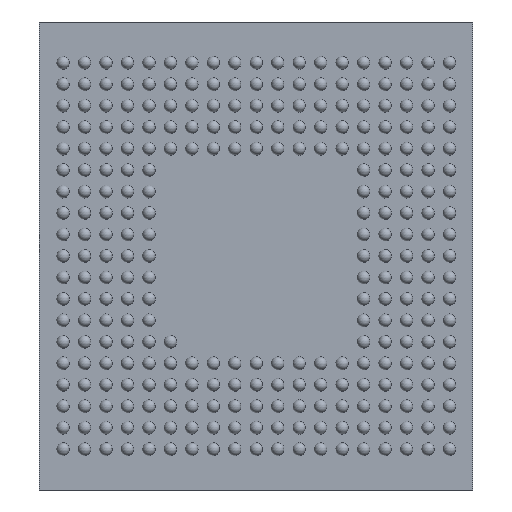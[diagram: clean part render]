
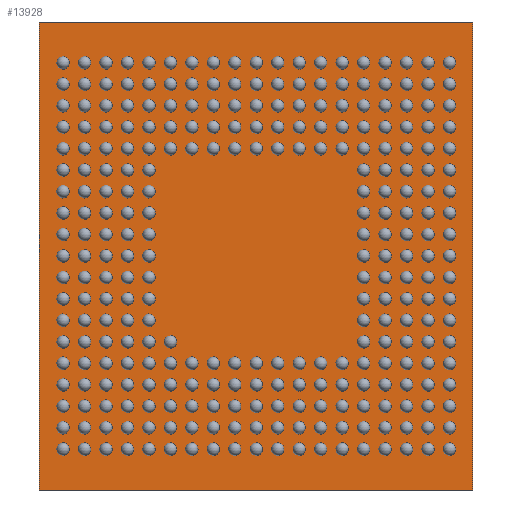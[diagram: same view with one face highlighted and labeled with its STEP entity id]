
A CAD part, front view. The second image highlights one B-rep face of the part: STEP entity #13928.
In plain terms, the highlighted planar face has unit normal (0, -1, 0).
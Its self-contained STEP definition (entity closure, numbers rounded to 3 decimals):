
#1617=PLANE('',#14373);
#2274=FACE_OUTER_BOUND('',#3002,.T.);
#3002=EDGE_LOOP('',(#12349,#12350,#12351,#12352));
#4173=LINE('',#24545,#5350);
#4176=LINE('',#24550,#5353);
#4178=LINE('',#24554,#5355);
#4180=LINE('',#24557,#5357);
#5350=VECTOR('',#16624,10.);
#5353=VECTOR('',#16629,10.);
#5355=VECTOR('',#16633,10.);
#5357=VECTOR('',#16637,10.);
#7075=VERTEX_POINT('',#24543);
#7076=VERTEX_POINT('',#24544);
#7077=VERTEX_POINT('',#24549);
#7078=VERTEX_POINT('',#24553);
#8830=EDGE_CURVE('',#7075,#7076,#4173,.T.);
#8833=EDGE_CURVE('',#7077,#7075,#4176,.T.);
#8835=EDGE_CURVE('',#7078,#7077,#4178,.T.);
#8837=EDGE_CURVE('',#7076,#7078,#4180,.T.);
#12349=ORIENTED_EDGE('',*,*,#8837,.F.);
#12350=ORIENTED_EDGE('',*,*,#8830,.F.);
#12351=ORIENTED_EDGE('',*,*,#8833,.F.);
#12352=ORIENTED_EDGE('',*,*,#8835,.F.);
#13928=ADVANCED_FACE('',(#2274),#1617,.F.);
#14373=AXIS2_PLACEMENT_3D('',#24559,#16640,#16641);
#16624=DIRECTION('',(0.,0.,1.));
#16629=DIRECTION('',(-1.,0.,0.));
#16633=DIRECTION('',(0.,0.,-1.));
#16637=DIRECTION('',(1.,0.,0.));
#16640=DIRECTION('center_axis',(0.,1.,0.));
#16641=DIRECTION('ref_axis',(0.,0.,1.));
#24543=CARTESIAN_POINT('',(-5.05,0.,-5.45));
#24544=CARTESIAN_POINT('',(-5.05,0.,5.45));
#24545=CARTESIAN_POINT('',(-5.05,0.,-5.45));
#24549=CARTESIAN_POINT('',(5.05,0.,-5.45));
#24550=CARTESIAN_POINT('',(5.05,0.,-5.45));
#24553=CARTESIAN_POINT('',(5.05,0.,5.45));
#24554=CARTESIAN_POINT('',(5.05,0.,5.45));
#24557=CARTESIAN_POINT('',(-5.05,0.,5.45));
#24559=CARTESIAN_POINT('Origin',(0.,0.,0.));
